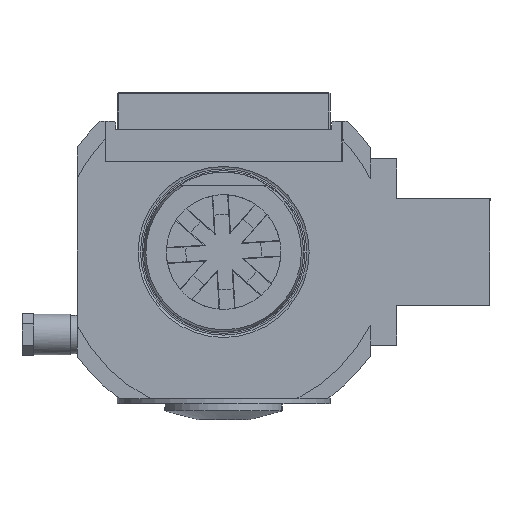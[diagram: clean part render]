
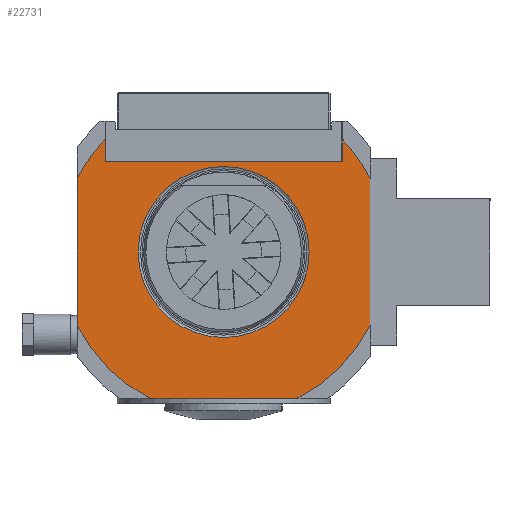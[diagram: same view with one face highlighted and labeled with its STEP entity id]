
A CAD part, front view. The second image highlights one B-rep face of the part: STEP entity #22731.
In plain terms, the highlighted planar face has unit normal (0, -1, 0).
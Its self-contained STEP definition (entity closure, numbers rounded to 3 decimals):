
#276 = CARTESIAN_POINT ( 'NONE',  ( -55., -1., -27.518 ) ) ;
#556 = CARTESIAN_POINT ( 'NONE',  ( 55., -1., 27.518 ) ) ;
#627 = DIRECTION ( 'NONE',  ( 0., 0., -1. ) ) ;
#719 = DIRECTION ( 'NONE',  ( 1., 0., 0. ) ) ;
#744 = DIRECTION ( 'NONE',  ( 0., 1., 0. ) ) ;
#915 = EDGE_CURVE ( 'NONE', #6891, #14542, #11571, .T. ) ;
#3008 = ORIENTED_EDGE ( 'NONE', *, *, #11196, .T. ) ;
#3149 = VECTOR ( 'NONE', #25069, 1000. ) ;
#3157 = CARTESIAN_POINT ( 'NONE',  ( -32.095, -1., 0. ) ) ;
#3193 = EDGE_CURVE ( 'NONE', #4002, #10836, #13442, .T. ) ;
#3236 = ORIENTED_EDGE ( 'NONE', *, *, #915, .T. ) ;
#3488 = DIRECTION ( 'NONE',  ( 1., 0., 0. ) ) ;
#3921 = CARTESIAN_POINT ( 'NONE',  ( 44.5, -1., 42.45 ) ) ;
#4002 = VERTEX_POINT ( 'NONE', #556 ) ;
#4006 = VECTOR ( 'NONE', #16199, 1000. ) ;
#4670 = EDGE_CURVE ( 'NONE', #5582, #5582, #14701, .T. ) ;
#4910 = VERTEX_POINT ( 'NONE', #13675 ) ;
#5316 = LINE ( 'NONE', #23217, #24242 ) ;
#5582 = VERTEX_POINT ( 'NONE', #3157 ) ;
#5779 = ORIENTED_EDGE ( 'NONE', *, *, #8879, .F. ) ;
#6445 = LINE ( 'NONE', #11429, #3149 ) ;
#6631 = VERTEX_POINT ( 'NONE', #20079 ) ;
#6891 = VERTEX_POINT ( 'NONE', #3921 ) ;
#7213 = EDGE_CURVE ( 'NONE', #29149, #4910, #18307, .T. ) ;
#7669 = CARTESIAN_POINT ( 'NONE',  ( -55., -1., 27.518 ) ) ;
#7959 = FACE_BOUND ( 'NONE', #22011, .T. ) ;
#8697 = ORIENTED_EDGE ( 'NONE', *, *, #26047, .T. ) ;
#8879 = EDGE_CURVE ( 'NONE', #10836, #6631, #12920, .T. ) ;
#9542 = VERTEX_POINT ( 'NONE', #20349 ) ;
#9597 = DIRECTION ( 'NONE',  ( 0., 0., 1. ) ) ;
#9724 = VERTEX_POINT ( 'NONE', #276 ) ;
#9913 = PLANE ( 'NONE',  #13927 ) ;
#10104 = CARTESIAN_POINT ( 'NONE',  ( -55., -1., 0. ) ) ;
#10836 = VERTEX_POINT ( 'NONE', #22255 ) ;
#11000 = CARTESIAN_POINT ( 'NONE',  ( 44.5, -1., 34. ) ) ;
#11196 = EDGE_CURVE ( 'NONE', #14542, #29149, #5316, .T. ) ;
#11429 = CARTESIAN_POINT ( 'NONE',  ( 0., -1., -55. ) ) ;
#11571 = LINE ( 'NONE', #25366, #25657 ) ;
#11909 = CARTESIAN_POINT ( 'NONE',  ( 0., -1., 0. ) ) ;
#12086 = LINE ( 'NONE', #10104, #23821 ) ;
#12303 = DIRECTION ( 'NONE',  ( 0., 1., 0. ) ) ;
#12479 = FACE_OUTER_BOUND ( 'NONE', #29565, .T. ) ;
#12879 = ORIENTED_EDGE ( 'NONE', *, *, #7213, .T. ) ;
#12920 = CIRCLE ( 'NONE', #19265, 61.5 ) ;
#13018 = AXIS2_PLACEMENT_3D ( 'NONE', #24090, #15004, #3488 ) ;
#13442 = LINE ( 'NONE', #18195, #4006 ) ;
#13675 = CARTESIAN_POINT ( 'NONE',  ( -44.5, -1., 42.45 ) ) ;
#13927 = AXIS2_PLACEMENT_3D ( 'NONE', #26414, #14639, #719 ) ;
#14307 = CARTESIAN_POINT ( 'NONE',  ( 0., -1., 0. ) ) ;
#14542 = VERTEX_POINT ( 'NONE', #11000 ) ;
#14639 = DIRECTION ( 'NONE',  ( 0., 1., 0. ) ) ;
#14656 = CARTESIAN_POINT ( 'NONE',  ( 0., -1., 0. ) ) ;
#14701 = CIRCLE ( 'NONE', #23395, 32.095 ) ;
#15004 = DIRECTION ( 'NONE',  ( 0., 1., 0. ) ) ;
#15851 = ORIENTED_EDGE ( 'NONE', *, *, #18684, .F. ) ;
#16199 = DIRECTION ( 'NONE',  ( 0., 0., -1. ) ) ;
#17508 = DIRECTION ( 'NONE',  ( -1., 0., 0. ) ) ;
#17589 = CARTESIAN_POINT ( 'NONE',  ( -44.5, -1., 34. ) ) ;
#17663 = CARTESIAN_POINT ( 'NONE',  ( 0., -1., 0. ) ) ;
#17736 = CIRCLE ( 'NONE', #19683, 61.5 ) ;
#18195 = CARTESIAN_POINT ( 'NONE',  ( 55., -1., 0. ) ) ;
#18307 = LINE ( 'NONE', #20577, #28286 ) ;
#18454 = DIRECTION ( 'NONE',  ( 0., 0., -1. ) ) ;
#18558 = DIRECTION ( 'NONE',  ( -1., 0., 0. ) ) ;
#18684 = EDGE_CURVE ( 'NONE', #9542, #9724, #19928, .T. ) ;
#19265 = AXIS2_PLACEMENT_3D ( 'NONE', #14656, #28820, #24185 ) ;
#19364 = VERTEX_POINT ( 'NONE', #7669 ) ;
#19438 = AXIS2_PLACEMENT_3D ( 'NONE', #14307, #12303, #21600 ) ;
#19574 = ORIENTED_EDGE ( 'NONE', *, *, #20602, .F. ) ;
#19683 = AXIS2_PLACEMENT_3D ( 'NONE', #11909, #744, #28512 ) ;
#19928 = CIRCLE ( 'NONE', #19438, 61.5 ) ;
#20079 = CARTESIAN_POINT ( 'NONE',  ( 27.518, -1., -55. ) ) ;
#20349 = CARTESIAN_POINT ( 'NONE',  ( -27.518, -1., -55. ) ) ;
#20577 = CARTESIAN_POINT ( 'NONE',  ( -44.5, -1., 0. ) ) ;
#20602 = EDGE_CURVE ( 'NONE', #19364, #4910, #25603, .T. ) ;
#21600 = DIRECTION ( 'NONE',  ( 1., 0., 0. ) ) ;
#22011 = EDGE_LOOP ( 'NONE', ( #27446 ) ) ;
#22255 = CARTESIAN_POINT ( 'NONE',  ( 55., -1., -27.518 ) ) ;
#22731 = ADVANCED_FACE ( 'Defeature completata1_359', ( #12479, #7959 ), #9913, .F. ) ;
#23217 = CARTESIAN_POINT ( 'NONE',  ( -32.15, -1., 34. ) ) ;
#23395 = AXIS2_PLACEMENT_3D ( 'NONE', #17663, #29074, #17508 ) ;
#23821 = VECTOR ( 'NONE', #627, 1000. ) ;
#24090 = CARTESIAN_POINT ( 'NONE',  ( 0., -1., 0. ) ) ;
#24185 = DIRECTION ( 'NONE',  ( 1., 0., 0. ) ) ;
#24242 = VECTOR ( 'NONE', #18558, 1000. ) ;
#24608 = EDGE_CURVE ( 'NONE', #6891, #4002, #17736, .T. ) ;
#25069 = DIRECTION ( 'NONE',  ( -1., 0., 0. ) ) ;
#25136 = ORIENTED_EDGE ( 'NONE', *, *, #24608, .F. ) ;
#25366 = CARTESIAN_POINT ( 'NONE',  ( 44.5, -1., 0. ) ) ;
#25603 = CIRCLE ( 'NONE', #13018, 61.5 ) ;
#25657 = VECTOR ( 'NONE', #18454, 1000. ) ;
#26047 = EDGE_CURVE ( 'NONE', #19364, #9724, #12086, .T. ) ;
#26414 = CARTESIAN_POINT ( 'NONE',  ( -32.15, -1., 0. ) ) ;
#26654 = ORIENTED_EDGE ( 'NONE', *, *, #3193, .F. ) ;
#27442 = ORIENTED_EDGE ( 'NONE', *, *, #28489, .F. ) ;
#27446 = ORIENTED_EDGE ( 'NONE', *, *, #4670, .F. ) ;
#28286 = VECTOR ( 'NONE', #9597, 1000. ) ;
#28489 = EDGE_CURVE ( 'NONE', #6631, #9542, #6445, .T. ) ;
#28512 = DIRECTION ( 'NONE',  ( 1., 0., 0. ) ) ;
#28820 = DIRECTION ( 'NONE',  ( 0., 1., 0. ) ) ;
#29074 = DIRECTION ( 'NONE',  ( 0., -1., 0. ) ) ;
#29149 = VERTEX_POINT ( 'NONE', #17589 ) ;
#29565 = EDGE_LOOP ( 'NONE', ( #25136, #3236, #3008, #12879, #19574, #8697, #15851, #27442, #5779, #26654 ) ) ;
